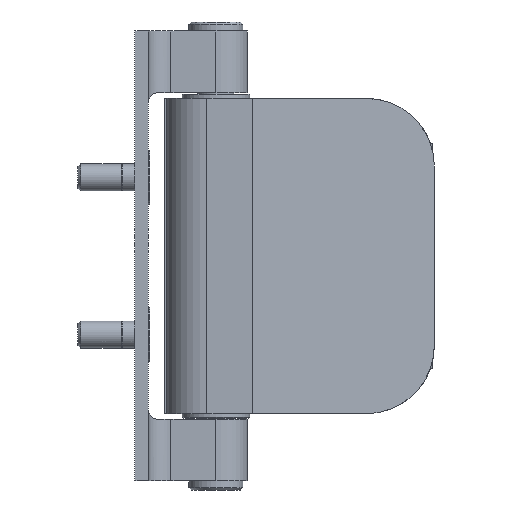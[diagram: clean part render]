
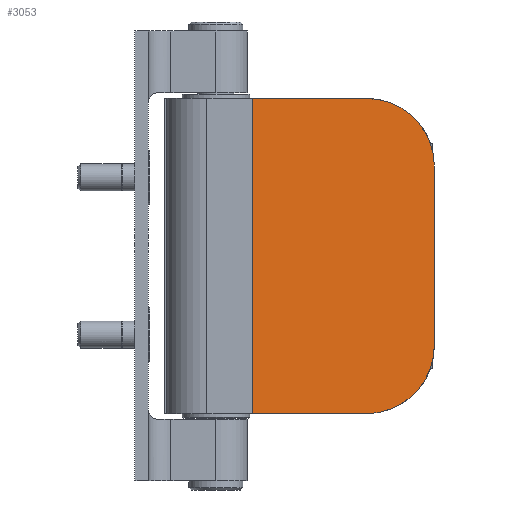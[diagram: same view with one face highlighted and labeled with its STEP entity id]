
A CAD part, left-side view. The second image highlights one B-rep face of the part: STEP entity #3053.
In plain terms, the highlighted planar face has unit normal (-0.992, -0.123, 0).
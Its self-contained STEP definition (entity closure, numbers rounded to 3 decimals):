
#91=ELLIPSE('',#3487,15.114,15.);
#92=ELLIPSE('',#3503,15.114,15.);
#192=PLANE('',#3509);
#377=FACE_OUTER_BOUND('',#573,.T.);
#573=EDGE_LOOP('',(#2340,#2341,#2342,#2343,#2344,#2345));
#807=LINE('',#5048,#1086);
#808=LINE('',#5051,#1087);
#809=LINE('',#5053,#1088);
#810=LINE('',#5054,#1089);
#1086=VECTOR('',#3989,10.);
#1087=VECTOR('',#3992,10.);
#1088=VECTOR('',#3993,10.);
#1089=VECTOR('',#3994,10.);
#1467=VERTEX_POINT('',#4976);
#1468=VERTEX_POINT('',#4977);
#1488=VERTEX_POINT('',#5031);
#1489=VERTEX_POINT('',#5033);
#1493=VERTEX_POINT('',#5050);
#1494=VERTEX_POINT('',#5052);
#1771=EDGE_CURVE('',#1467,#1468,#91,.T.);
#1799=EDGE_CURVE('',#1488,#1489,#92,.T.);
#1807=EDGE_CURVE('',#1467,#1489,#807,.T.);
#1808=EDGE_CURVE('',#1493,#1488,#808,.T.);
#1809=EDGE_CURVE('',#1494,#1493,#809,.T.);
#1810=EDGE_CURVE('',#1468,#1494,#810,.T.);
#2340=ORIENTED_EDGE('',*,*,#1771,.F.);
#2341=ORIENTED_EDGE('',*,*,#1807,.T.);
#2342=ORIENTED_EDGE('',*,*,#1799,.F.);
#2343=ORIENTED_EDGE('',*,*,#1808,.F.);
#2344=ORIENTED_EDGE('',*,*,#1809,.F.);
#2345=ORIENTED_EDGE('',*,*,#1810,.F.);
#3053=ADVANCED_FACE('',(#377),#192,.T.);
#3487=AXIS2_PLACEMENT_3D('',#4978,#3921,#3922);
#3503=AXIS2_PLACEMENT_3D('',#5034,#3972,#3973);
#3509=AXIS2_PLACEMENT_3D('',#5049,#3990,#3991);
#3921=DIRECTION('center_axis',(0.992,0.123,0.));
#3922=DIRECTION('ref_axis',(0.123,-0.992,0.));
#3972=DIRECTION('center_axis',(0.992,0.123,0.));
#3973=DIRECTION('ref_axis',(0.123,-0.992,0.));
#3989=DIRECTION('',(0.,0.,1.));
#3990=DIRECTION('center_axis',(-0.992,-0.123,0.));
#3991=DIRECTION('ref_axis',(0.123,-0.992,0.));
#3992=DIRECTION('',(0.123,-0.992,0.));
#3993=DIRECTION('',(0.,0.,1.));
#3994=DIRECTION('',(-0.123,0.992,0.));
#4976=CARTESIAN_POINT('',(-9.5,-48.5,15.));
#4977=CARTESIAN_POINT('',(-11.356,-33.5,0.));
#4978=CARTESIAN_POINT('Origin',(-11.356,-33.5,15.));
#5031=CARTESIAN_POINT('',(-11.356,-33.5,70.));
#5033=CARTESIAN_POINT('',(-9.5,-48.5,55.));
#5034=CARTESIAN_POINT('Origin',(-11.356,-33.5,55.));
#5048=CARTESIAN_POINT('',(-9.5,-48.5,0.));
#5049=CARTESIAN_POINT('Origin',(-14.5,-8.1,0.));
#5050=CARTESIAN_POINT('',(-14.5,-8.1,70.));
#5051=CARTESIAN_POINT('',(-9.5,-48.5,70.));
#5052=CARTESIAN_POINT('',(-14.5,-8.1,0.));
#5053=CARTESIAN_POINT('',(-14.5,-8.1,0.));
#5054=CARTESIAN_POINT('',(-9.5,-48.5,0.));
